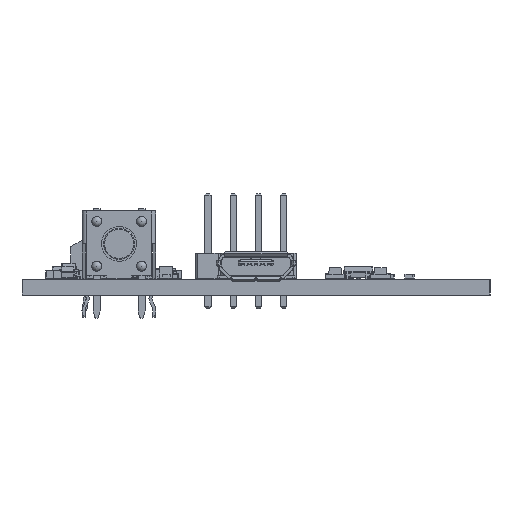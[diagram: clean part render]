
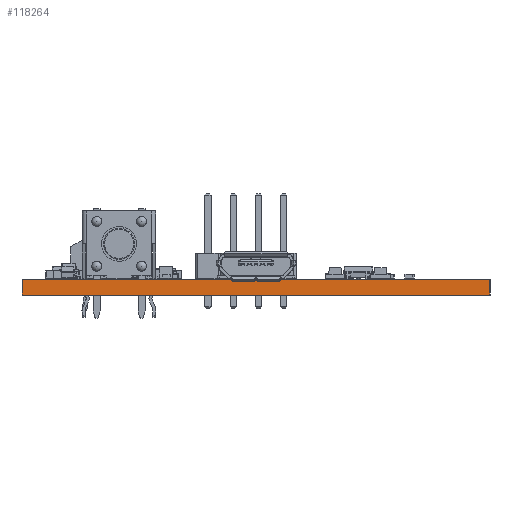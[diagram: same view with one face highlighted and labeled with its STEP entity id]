
A CAD part, left-side view. The second image highlights one B-rep face of the part: STEP entity #118264.
In plain terms, the highlighted planar face has unit normal (-1, 0, 0).
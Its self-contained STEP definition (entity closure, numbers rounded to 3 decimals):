
#118148 = EDGE_CURVE('',#118149,#118151,#118153,.T.);
#118149 = VERTEX_POINT('',#118150);
#118150 = CARTESIAN_POINT('',(0.,-0.,0.));
#118151 = VERTEX_POINT('',#118152);
#118152 = CARTESIAN_POINT('',(0.,0.,1.6));
#118153 = SURFACE_CURVE('',#118154,(#118158,#118170),.PCURVE_S1.);
#118154 = LINE('',#118155,#118156);
#118155 = CARTESIAN_POINT('',(0.,-0.,0.));
#118156 = VECTOR('',#118157,1.);
#118157 = DIRECTION('',(0.,0.,1.));
#118158 = PCURVE('',#118159,#118164);
#118159 = PLANE('',#118160);
#118160 = AXIS2_PLACEMENT_3D('',#118161,#118162,#118163);
#118161 = CARTESIAN_POINT('',(0.,0.,0.));
#118162 = DIRECTION('',(0.,1.,0.));
#118163 = DIRECTION('',(1.,0.,0.));
#118164 = DEFINITIONAL_REPRESENTATION('',(#118165),#118169);
#118165 = LINE('',#118166,#118167);
#118166 = CARTESIAN_POINT('',(0.,0.));
#118167 = VECTOR('',#118168,1.);
#118168 = DIRECTION('',(0.,-1.));
#118169 = ( GEOMETRIC_REPRESENTATION_CONTEXT(2) 
PARAMETRIC_REPRESENTATION_CONTEXT() REPRESENTATION_CONTEXT('2D SPACE',''
  ) );
#118170 = PCURVE('',#118171,#118176);
#118171 = PLANE('',#118172);
#118172 = AXIS2_PLACEMENT_3D('',#118173,#118174,#118175);
#118173 = CARTESIAN_POINT('',(0.,-47.,0.));
#118174 = DIRECTION('',(-1.,0.,0.));
#118175 = DIRECTION('',(0.,1.,0.));
#118176 = DEFINITIONAL_REPRESENTATION('',(#118177),#118181);
#118177 = LINE('',#118178,#118179);
#118178 = CARTESIAN_POINT('',(47.,0.));
#118179 = VECTOR('',#118180,1.);
#118180 = DIRECTION('',(0.,-1.));
#118181 = ( GEOMETRIC_REPRESENTATION_CONTEXT(2) 
PARAMETRIC_REPRESENTATION_CONTEXT() REPRESENTATION_CONTEXT('2D SPACE',''
  ) );
#118199 = PLANE('',#118200);
#118200 = AXIS2_PLACEMENT_3D('',#118201,#118202,#118203);
#118201 = CARTESIAN_POINT('',(40.,-23.5,1.6));
#118202 = DIRECTION('',(-0.,-0.,-1.));
#118203 = DIRECTION('',(-1.,0.,0.));
#118253 = PLANE('',#118254);
#118254 = AXIS2_PLACEMENT_3D('',#118255,#118256,#118257);
#118255 = CARTESIAN_POINT('',(40.,-23.5,0.));
#118256 = DIRECTION('',(-0.,-0.,-1.));
#118257 = DIRECTION('',(-1.,0.,0.));
#118264 = ADVANCED_FACE('',(#118265),#118171,.T.);
#118265 = FACE_BOUND('',#118266,.T.);
#118266 = EDGE_LOOP('',(#118267,#118297,#118318,#118319));
#118267 = ORIENTED_EDGE('',*,*,#118268,.T.);
#118268 = EDGE_CURVE('',#118269,#118271,#118273,.T.);
#118269 = VERTEX_POINT('',#118270);
#118270 = CARTESIAN_POINT('',(0.,-47.,0.));
#118271 = VERTEX_POINT('',#118272);
#118272 = CARTESIAN_POINT('',(0.,-47.,1.6));
#118273 = SURFACE_CURVE('',#118274,(#118278,#118285),.PCURVE_S1.);
#118274 = LINE('',#118275,#118276);
#118275 = CARTESIAN_POINT('',(0.,-47.,0.));
#118276 = VECTOR('',#118277,1.);
#118277 = DIRECTION('',(0.,0.,1.));
#118278 = PCURVE('',#118171,#118279);
#118279 = DEFINITIONAL_REPRESENTATION('',(#118280),#118284);
#118280 = LINE('',#118281,#118282);
#118281 = CARTESIAN_POINT('',(0.,0.));
#118282 = VECTOR('',#118283,1.);
#118283 = DIRECTION('',(0.,-1.));
#118284 = ( GEOMETRIC_REPRESENTATION_CONTEXT(2) 
PARAMETRIC_REPRESENTATION_CONTEXT() REPRESENTATION_CONTEXT('2D SPACE',''
  ) );
#118285 = PCURVE('',#118286,#118291);
#118286 = PLANE('',#118287);
#118287 = AXIS2_PLACEMENT_3D('',#118288,#118289,#118290);
#118288 = CARTESIAN_POINT('',(80.,-47.,0.));
#118289 = DIRECTION('',(0.,-1.,0.));
#118290 = DIRECTION('',(-1.,0.,0.));
#118291 = DEFINITIONAL_REPRESENTATION('',(#118292),#118296);
#118292 = LINE('',#118293,#118294);
#118293 = CARTESIAN_POINT('',(80.,0.));
#118294 = VECTOR('',#118295,1.);
#118295 = DIRECTION('',(0.,-1.));
#118296 = ( GEOMETRIC_REPRESENTATION_CONTEXT(2) 
PARAMETRIC_REPRESENTATION_CONTEXT() REPRESENTATION_CONTEXT('2D SPACE',''
  ) );
#118297 = ORIENTED_EDGE('',*,*,#118298,.T.);
#118298 = EDGE_CURVE('',#118271,#118151,#118299,.T.);
#118299 = SURFACE_CURVE('',#118300,(#118304,#118311),.PCURVE_S1.);
#118300 = LINE('',#118301,#118302);
#118301 = CARTESIAN_POINT('',(0.,-47.,1.6));
#118302 = VECTOR('',#118303,1.);
#118303 = DIRECTION('',(0.,1.,0.));
#118304 = PCURVE('',#118171,#118305);
#118305 = DEFINITIONAL_REPRESENTATION('',(#118306),#118310);
#118306 = LINE('',#118307,#118308);
#118307 = CARTESIAN_POINT('',(0.,-1.6));
#118308 = VECTOR('',#118309,1.);
#118309 = DIRECTION('',(1.,0.));
#118310 = ( GEOMETRIC_REPRESENTATION_CONTEXT(2) 
PARAMETRIC_REPRESENTATION_CONTEXT() REPRESENTATION_CONTEXT('2D SPACE',''
  ) );
#118311 = PCURVE('',#118199,#118312);
#118312 = DEFINITIONAL_REPRESENTATION('',(#118313),#118317);
#118313 = LINE('',#118314,#118315);
#118314 = CARTESIAN_POINT('',(40.,-23.5));
#118315 = VECTOR('',#118316,1.);
#118316 = DIRECTION('',(0.,1.));
#118317 = ( GEOMETRIC_REPRESENTATION_CONTEXT(2) 
PARAMETRIC_REPRESENTATION_CONTEXT() REPRESENTATION_CONTEXT('2D SPACE',''
  ) );
#118318 = ORIENTED_EDGE('',*,*,#118148,.F.);
#118319 = ORIENTED_EDGE('',*,*,#118320,.F.);
#118320 = EDGE_CURVE('',#118269,#118149,#118321,.T.);
#118321 = SURFACE_CURVE('',#118322,(#118326,#118333),.PCURVE_S1.);
#118322 = LINE('',#118323,#118324);
#118323 = CARTESIAN_POINT('',(0.,-47.,0.));
#118324 = VECTOR('',#118325,1.);
#118325 = DIRECTION('',(0.,1.,0.));
#118326 = PCURVE('',#118171,#118327);
#118327 = DEFINITIONAL_REPRESENTATION('',(#118328),#118332);
#118328 = LINE('',#118329,#118330);
#118329 = CARTESIAN_POINT('',(0.,0.));
#118330 = VECTOR('',#118331,1.);
#118331 = DIRECTION('',(1.,0.));
#118332 = ( GEOMETRIC_REPRESENTATION_CONTEXT(2) 
PARAMETRIC_REPRESENTATION_CONTEXT() REPRESENTATION_CONTEXT('2D SPACE',''
  ) );
#118333 = PCURVE('',#118253,#118334);
#118334 = DEFINITIONAL_REPRESENTATION('',(#118335),#118339);
#118335 = LINE('',#118336,#118337);
#118336 = CARTESIAN_POINT('',(40.,-23.5));
#118337 = VECTOR('',#118338,1.);
#118338 = DIRECTION('',(0.,1.));
#118339 = ( GEOMETRIC_REPRESENTATION_CONTEXT(2) 
PARAMETRIC_REPRESENTATION_CONTEXT() REPRESENTATION_CONTEXT('2D SPACE',''
  ) );
